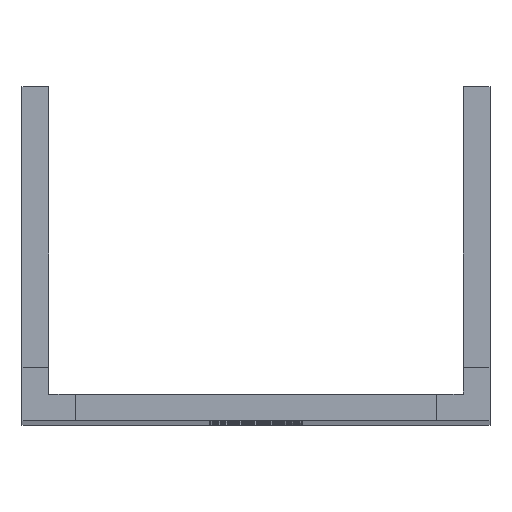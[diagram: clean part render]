
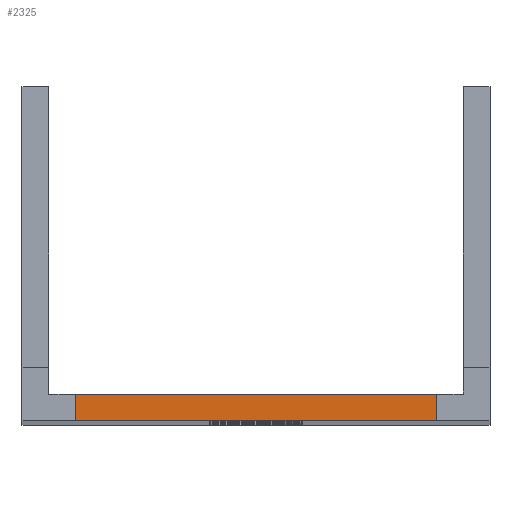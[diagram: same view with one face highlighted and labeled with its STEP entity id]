
A CAD part, top view. The second image highlights one B-rep face of the part: STEP entity #2325.
In plain terms, the highlighted planar face has unit normal (0, 0, 1).
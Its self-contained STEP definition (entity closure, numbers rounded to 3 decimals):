
#61 = VECTOR ( 'NONE', #3003, 1000. ) ;
#99 = DIRECTION ( 'NONE',  ( 0., -1., 0. ) ) ;
#280 = VECTOR ( 'NONE', #1591, 1000. ) ;
#281 = EDGE_CURVE ( 'NONE', #1442, #3084, #1673, .T. ) ;
#541 = EDGE_CURVE ( 'NONE', #3946, #1442, #3629, .T. ) ;
#613 = FACE_OUTER_BOUND ( 'NONE', #2285, .T. ) ;
#626 = VECTOR ( 'NONE', #3141, 1000. ) ;
#839 = ORIENTED_EDGE ( 'NONE', *, *, #541, .T. ) ;
#874 = DIRECTION ( 'NONE',  ( 0., 0., 1. ) ) ;
#916 = AXIS2_PLACEMENT_3D ( 'NONE', #1961, #874, #1251 ) ;
#1031 = EDGE_CURVE ( 'NONE', #2826, #3084, #3224, .T. ) ;
#1251 = DIRECTION ( 'NONE',  ( 1., 0., 0. ) ) ;
#1421 = CARTESIAN_POINT ( 'NONE',  ( -27., 0., 400. ) ) ;
#1442 = VERTEX_POINT ( 'NONE', #4162 ) ;
#1545 = CARTESIAN_POINT ( 'NONE',  ( 27., 0., 400. ) ) ;
#1591 = DIRECTION ( 'NONE',  ( 1., 0., 0. ) ) ;
#1673 = LINE ( 'NONE', #1545, #61 ) ;
#1686 = EDGE_CURVE ( 'NONE', #2826, #3946, #4502, .T. ) ;
#1961 = CARTESIAN_POINT ( 'NONE',  ( 31., 8., 400. ) ) ;
#1980 = CARTESIAN_POINT ( 'NONE',  ( -35., 4., 400. ) ) ;
#2032 = CARTESIAN_POINT ( 'NONE',  ( 27., 4., 400. ) ) ;
#2285 = EDGE_LOOP ( 'NONE', ( #839, #2848, #2863, #2676 ) ) ;
#2325 = ADVANCED_FACE ( 'NONE', ( #613 ), #4181, .T. ) ;
#2676 = ORIENTED_EDGE ( 'NONE', *, *, #1686, .T. ) ;
#2761 = CARTESIAN_POINT ( 'NONE',  ( -35., 0., 400. ) ) ;
#2826 = VERTEX_POINT ( 'NONE', #4506 ) ;
#2848 = ORIENTED_EDGE ( 'NONE', *, *, #281, .T. ) ;
#2863 = ORIENTED_EDGE ( 'NONE', *, *, #1031, .F. ) ;
#3003 = DIRECTION ( 'NONE',  ( 0., 1., 0. ) ) ;
#3084 = VERTEX_POINT ( 'NONE', #2032 ) ;
#3141 = DIRECTION ( 'NONE',  ( 1., 0., 0. ) ) ;
#3224 = LINE ( 'NONE', #1980, #280 ) ;
#3390 = VECTOR ( 'NONE', #99, 1000. ) ;
#3629 = LINE ( 'NONE', #2761, #626 ) ;
#3946 = VERTEX_POINT ( 'NONE', #1421 ) ;
#4162 = CARTESIAN_POINT ( 'NONE',  ( 27., 0., 400. ) ) ;
#4181 = PLANE ( 'NONE',  #916 ) ;
#4502 = LINE ( 'NONE', #4564, #3390 ) ;
#4506 = CARTESIAN_POINT ( 'NONE',  ( -27., 4., 400. ) ) ;
#4564 = CARTESIAN_POINT ( 'NONE',  ( -27., 4., 400. ) ) ;
